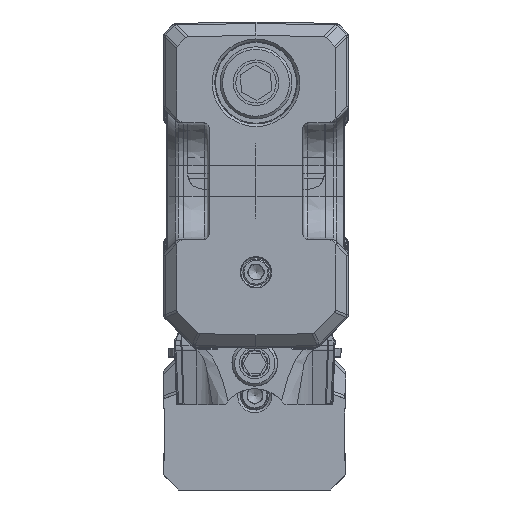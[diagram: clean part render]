
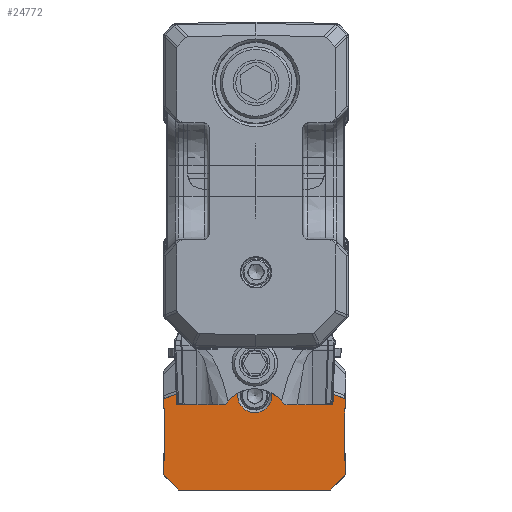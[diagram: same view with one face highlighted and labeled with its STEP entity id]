
A CAD part, front view. The second image highlights one B-rep face of the part: STEP entity #24772.
In plain terms, the highlighted planar face has unit normal (0, -1, 0).
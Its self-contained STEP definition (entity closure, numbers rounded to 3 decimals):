
#6439=FACE_BOUND('',#39182,.T.);
#6440=FACE_BOUND('',#39183,.T.);
#24772=ADVANCED_FACE('',(#6439,#6440),#28628,.F.);
#28628=PLANE('',#120557);
#39182=EDGE_LOOP('',(#57774,#57775,#57776,#57777,#57778,#57779,#57780,#57781,
#57782,#57783,#57784,#57785,#57786,#57787,#57788,#57789,#57790,#57791,#57792,
#57793,#57794,#57795));
#39183=EDGE_LOOP('',(#57796));
#57774=ORIENTED_EDGE('',*,*,#87131,.T.);
#57775=ORIENTED_EDGE('',*,*,#84226,.T.);
#57776=ORIENTED_EDGE('',*,*,#84227,.F.);
#57777=ORIENTED_EDGE('',*,*,#84245,.T.);
#57778=ORIENTED_EDGE('',*,*,#87130,.T.);
#57779=ORIENTED_EDGE('',*,*,#86879,.T.);
#57780=ORIENTED_EDGE('',*,*,#84813,.F.);
#57781=ORIENTED_EDGE('',*,*,#86946,.T.);
#57782=ORIENTED_EDGE('',*,*,#87118,.T.);
#57783=ORIENTED_EDGE('',*,*,#84300,.T.);
#57784=ORIENTED_EDGE('',*,*,#84286,.T.);
#57785=ORIENTED_EDGE('',*,*,#84275,.T.);
#57786=ORIENTED_EDGE('',*,*,#84800,.T.);
#57787=ORIENTED_EDGE('',*,*,#86949,.F.);
#57788=ORIENTED_EDGE('',*,*,#86597,.F.);
#57789=ORIENTED_EDGE('',*,*,#86599,.F.);
#57790=ORIENTED_EDGE('',*,*,#87008,.F.);
#57791=ORIENTED_EDGE('',*,*,#84751,.T.);
#57792=ORIENTED_EDGE('',*,*,#87010,.T.);
#57793=ORIENTED_EDGE('',*,*,#86904,.T.);
#57794=ORIENTED_EDGE('',*,*,#86903,.T.);
#57795=ORIENTED_EDGE('',*,*,#86584,.T.);
#57796=ORIENTED_EDGE('',*,*,#84527,.T.);
#73533=VERTEX_POINT('',#173316);
#73534=VERTEX_POINT('',#173318);
#73535=VERTEX_POINT('',#173322);
#73550=VERTEX_POINT('',#173356);
#73571=VERTEX_POINT('',#173413);
#73574=VERTEX_POINT('',#173418);
#73584=VERTEX_POINT('',#173442);
#73593=VERTEX_POINT('',#173466);
#73779=VERTEX_POINT('',#174030);
#73957=VERTEX_POINT('',#174537);
#73958=VERTEX_POINT('',#174539);
#74004=VERTEX_POINT('',#174698);
#74013=VERTEX_POINT('',#174722);
#74014=VERTEX_POINT('',#174724);
#75139=VERTEX_POINT('',#186344);
#75140=VERTEX_POINT('',#186346);
#75146=VERTEX_POINT('',#186367);
#75147=VERTEX_POINT('',#186369);
#75148=VERTEX_POINT('',#186373);
#75266=VERTEX_POINT('',#188053);
#75277=VERTEX_POINT('',#188136);
#75278=VERTEX_POINT('',#188140);
#75292=VERTEX_POINT('',#188295);
#84226=EDGE_CURVE('',#73533,#73534,#96241,.T.);
#84227=EDGE_CURVE('',#73535,#73534,#96242,.T.);
#84245=EDGE_CURVE('',#73535,#73550,#96255,.T.);
#84275=EDGE_CURVE('',#73571,#73574,#96276,.T.);
#84286=EDGE_CURVE('',#73584,#73571,#96282,.T.);
#84300=EDGE_CURVE('',#73593,#73584,#96293,.T.);
#84527=EDGE_CURVE('',#73779,#73779,#111456,.T.);
#84751=EDGE_CURVE('',#73958,#73957,#96505,.T.);
#84800=EDGE_CURVE('',#73574,#74004,#96524,.T.);
#84813=EDGE_CURVE('',#74013,#74014,#96534,.T.);
#86584=EDGE_CURVE('',#75140,#75139,#97162,.T.);
#86597=EDGE_CURVE('',#75147,#75146,#112016,.T.);
#86599=EDGE_CURVE('',#75148,#75147,#97175,.T.);
#86879=EDGE_CURVE('',#75266,#74014,#97323,.T.);
#86903=EDGE_CURVE('',#75277,#75140,#112050,.T.);
#86904=EDGE_CURVE('',#75278,#75277,#97339,.T.);
#86946=EDGE_CURVE('',#74013,#75292,#97373,.T.);
#86949=EDGE_CURVE('',#75146,#74004,#97376,.T.);
#87008=EDGE_CURVE('',#73958,#75148,#112066,.T.);
#87010=EDGE_CURVE('',#73957,#75278,#112067,.T.);
#87118=EDGE_CURVE('',#75292,#73593,#97474,.T.);
#87130=EDGE_CURVE('',#73550,#75266,#97486,.T.);
#87131=EDGE_CURVE('',#75139,#73533,#97487,.T.);
#96241=LINE('',#173319,#104514);
#96242=LINE('',#173321,#104515);
#96255=LINE('',#173357,#104528);
#96276=LINE('',#173419,#104549);
#96282=LINE('',#173441,#104555);
#96293=LINE('',#173469,#104566);
#96505=LINE('',#174538,#104778);
#96524=LINE('',#174699,#104797);
#96534=LINE('',#174723,#104807);
#97162=LINE('',#186345,#105508);
#97175=LINE('',#186374,#105521);
#97323=LINE('',#188055,#105669);
#97339=LINE('',#188139,#105685);
#97373=LINE('',#188296,#105719);
#97376=LINE('',#188302,#105722);
#97474=LINE('',#188969,#105820);
#97486=LINE('',#188999,#105832);
#97487=LINE('',#189002,#105833);
#104514=VECTOR('',#133030,1.);
#104515=VECTOR('',#133033,1.);
#104528=VECTOR('',#133060,1.);
#104549=VECTOR('',#133115,1.);
#104555=VECTOR('',#133135,1.);
#104566=VECTOR('',#133158,1.);
#104778=VECTOR('',#134100,1.);
#104797=VECTOR('',#134161,1.);
#104807=VECTOR('',#134181,1.);
#105508=VECTOR('',#136916,1.);
#105521=VECTOR('',#136943,1.);
#105669=VECTOR('',#137459,1.);
#105685=VECTOR('',#137541,1.);
#105719=VECTOR('',#137631,1.);
#105722=VECTOR('',#137638,1.);
#105820=VECTOR('',#138062,1.);
#105832=VECTOR('',#138110,1.);
#105833=VECTOR('',#138115,1.);
#111456=CIRCLE('',#118899,1.7);
#112016=CIRCLE('',#120124,0.8);
#112050=CIRCLE('',#120341,0.8);
#112066=CIRCLE('',#120433,0.8);
#112067=CIRCLE('',#120437,0.8);
#118899=AXIS2_PLACEMENT_3D('',#174029,#133635,#133636);
#120124=AXIS2_PLACEMENT_3D('',#186370,#136938,#136939);
#120341=AXIS2_PLACEMENT_3D('',#188137,#137537,#137538);
#120433=AXIS2_PLACEMENT_3D('',#188619,#137782,#137783);
#120437=AXIS2_PLACEMENT_3D('',#188624,#137791,#137792);
#120557=AXIS2_PLACEMENT_3D('',#189004,#138118,#138119);
#133030=DIRECTION('',(1.,0.,0.));
#133033=DIRECTION('',(0.,0.,1.));
#133060=DIRECTION('',(-1.,0.,0.));
#133115=DIRECTION('',(1.,0.,0.));
#133135=DIRECTION('',(0.,0.,1.));
#133158=DIRECTION('',(-1.,0.,0.));
#133635=DIRECTION('',(0.,1.,0.));
#133636=DIRECTION('',(-1.,0.,0.));
#134100=DIRECTION('',(-1.,0.,0.));
#134161=DIRECTION('',(0.,0.,1.));
#134181=DIRECTION('',(-1.,0.,0.));
#136916=DIRECTION('',(-0.94,0.,-0.342));
#136938=DIRECTION('',(0.,-1.,0.));
#136939=DIRECTION('',(-1.,0.,0.));
#136943=DIRECTION('',(-0.5,0.,-0.866));
#137459=DIRECTION('',(0.707,0.,-0.707));
#137537=DIRECTION('',(0.,1.,0.));
#137538=DIRECTION('',(-1.,0.,0.));
#137541=DIRECTION('',(0.5,0.,-0.866));
#137631=DIRECTION('',(0.707,0.,0.707));
#137638=DIRECTION('',(0.94,0.,-0.342));
#137782=DIRECTION('',(0.,1.,0.));
#137783=DIRECTION('',(-1.,0.,0.));
#137791=DIRECTION('',(0.,-1.,0.));
#137792=DIRECTION('',(-1.,0.,0.));
#138062=DIRECTION('',(0.,0.,1.));
#138110=DIRECTION('',(0.,0.,-1.));
#138115=DIRECTION('',(0.,0.,-1.));
#138118=DIRECTION('',(0.,1.,0.));
#138119=DIRECTION('',(0.,0.,1.));
#173316=CARTESIAN_POINT('',(-9.,612.5,-38.2));
#173318=CARTESIAN_POINT('',(-8.885,612.5,-38.2));
#173319=CARTESIAN_POINT('',(0.,612.5,-38.2));
#173321=CARTESIAN_POINT('',(-8.885,612.5,-46.2));
#173322=CARTESIAN_POINT('',(-8.885,612.5,-43.285));
#173356=CARTESIAN_POINT('',(-9.,612.5,-43.285));
#173357=CARTESIAN_POINT('',(0.,612.5,-43.285));
#173413=CARTESIAN_POINT('',(8.885,612.5,-38.2));
#173418=CARTESIAN_POINT('',(9.,612.5,-38.2));
#173419=CARTESIAN_POINT('',(0.,612.5,-38.2));
#173441=CARTESIAN_POINT('',(8.885,612.5,-46.2));
#173442=CARTESIAN_POINT('',(8.885,612.5,-43.285));
#173466=CARTESIAN_POINT('',(9.,612.5,-43.285));
#173469=CARTESIAN_POINT('',(0.,612.5,-43.285));
#174029=CARTESIAN_POINT('',(0.,612.5,-36.874));
#174030=CARTESIAN_POINT('',(-1.7,612.5,-36.874));
#174537=CARTESIAN_POINT('',(-5.922,612.5,-33.2));
#174538=CARTESIAN_POINT('',(0.,612.5,-33.2));
#174539=CARTESIAN_POINT('',(5.922,612.5,-33.2));
#174698=CARTESIAN_POINT('',(9.,612.5,-37.2));
#174699=CARTESIAN_POINT('',(9.,612.5,-46.2));
#174722=CARTESIAN_POINT('',(7.5,612.5,-46.2));
#174723=CARTESIAN_POINT('',(0.,612.5,-46.2));
#174724=CARTESIAN_POINT('',(-7.5,612.5,-46.2));
#186344=CARTESIAN_POINT('',(-9.,612.5,-37.2));
#186345=CARTESIAN_POINT('',(-3.945,612.5,-35.36));
#186346=CARTESIAN_POINT('',(-5.922,612.5,-36.08));
#186367=CARTESIAN_POINT('',(5.922,612.5,-36.08));
#186369=CARTESIAN_POINT('',(5.502,612.5,-34.928));
#186370=CARTESIAN_POINT('',(6.195,612.5,-35.328));
#186373=CARTESIAN_POINT('',(5.985,612.5,-34.092));
#186374=CARTESIAN_POINT('',(-0.754,612.5,-45.765));
#188053=CARTESIAN_POINT('',(-9.,612.5,-44.7));
#188055=CARTESIAN_POINT('',(-3.75,612.5,-49.95));
#188136=CARTESIAN_POINT('',(-5.502,612.5,-34.928));
#188137=CARTESIAN_POINT('',(-6.195,612.5,-35.328));
#188139=CARTESIAN_POINT('',(0.754,612.5,-45.765));
#188140=CARTESIAN_POINT('',(-5.985,612.5,-34.092));
#188295=CARTESIAN_POINT('',(9.,612.5,-44.7));
#188296=CARTESIAN_POINT('',(3.75,612.5,-49.95));
#188302=CARTESIAN_POINT('',(3.945,612.5,-35.36));
#188619=CARTESIAN_POINT('',(5.292,612.5,-33.692));
#188624=CARTESIAN_POINT('',(-5.292,612.5,-33.692));
#188969=CARTESIAN_POINT('',(9.,612.5,-46.2));
#188999=CARTESIAN_POINT('',(-9.,612.5,-46.2));
#189002=CARTESIAN_POINT('',(-9.,612.5,-46.2));
#189004=CARTESIAN_POINT('',(0.,612.5,-46.2));
